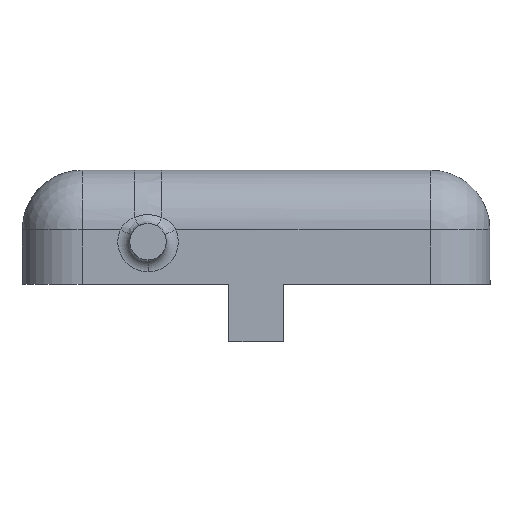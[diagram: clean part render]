
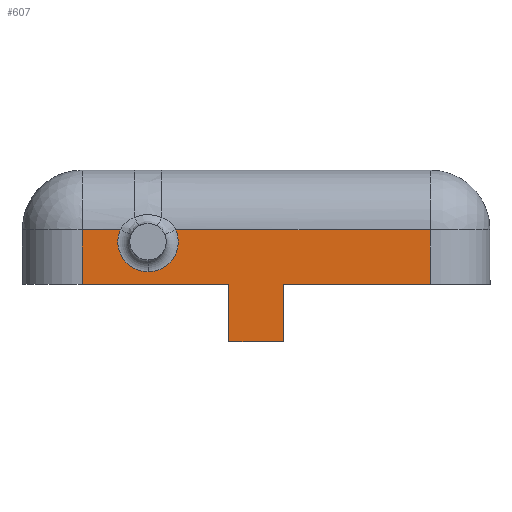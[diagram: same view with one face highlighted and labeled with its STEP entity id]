
A CAD part, front view. The second image highlights one B-rep face of the part: STEP entity #607.
In plain terms, the highlighted planar face has unit normal (0, -1, 0).
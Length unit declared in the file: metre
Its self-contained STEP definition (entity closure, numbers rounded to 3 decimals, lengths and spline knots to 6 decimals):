
#5 = ORIENTED_EDGE ( 'NONE', *, *, #185, .F. ) ;
#31 = ORIENTED_EDGE ( 'NONE', *, *, #1159, .F. ) ;
#37 = DIRECTION ( 'NONE',  ( 0., 0., -1. ) ) ;
#55 = CARTESIAN_POINT ( 'NONE',  ( -0.087244, -0.52034, 0.138053 ) ) ;
#70 = VERTEX_POINT ( 'NONE', #512 ) ;
#86 = CARTESIAN_POINT ( 'NONE',  ( -0.099498, -0.52034, 0.068429 ) ) ;
#90 = CARTESIAN_POINT ( 'NONE',  ( -0.10407, -0.52034, 0.068429 ) ) ;
#114 = DIRECTION ( 'NONE',  ( 0., 0., -1. ) ) ;
#123 = DIRECTION ( 'NONE',  ( 0., 1., 0. ) ) ;
#131 = CARTESIAN_POINT ( 'NONE',  ( -0.099498, -0.52034, 0.073255 ) ) ;
#185 = EDGE_CURVE ( 'NONE', #968, #640, #1848, .T. ) ;
#198 = AXIS2_PLACEMENT_3D ( 'NONE', #599, #303, #755 ) ;
#206 = CARTESIAN_POINT ( 'NONE',  ( -0.116325, -0.52034, 0.082785 ) ) ;
#245 = EDGE_CURVE ( 'NONE', #541, #278, #1426, .T. ) ;
#253 = VECTOR ( 'NONE', #1576, 1. ) ;
#256 = ORIENTED_EDGE ( 'NONE', *, *, #1494, .F. ) ;
#270 = ORIENTED_EDGE ( 'NONE', *, *, #373, .T. ) ;
#278 = VERTEX_POINT ( 'NONE', #1280 ) ;
#303 = DIRECTION ( 'NONE',  ( 0., 1., 0. ) ) ;
#308 = ORIENTED_EDGE ( 'NONE', *, *, #1513, .F. ) ;
#315 = VECTOR ( 'NONE', #1449, 1. ) ;
#347 = ORIENTED_EDGE ( 'NONE', *, *, #1230, .T. ) ;
#352 = VECTOR ( 'NONE', #714, 1. ) ;
#368 = LINE ( 'NONE', #206, #893 ) ;
#373 = EDGE_CURVE ( 'NONE', #1071, #1358, #1007, .T. ) ;
#388 = DIRECTION ( 'NONE',  ( -1., 0., 0. ) ) ;
#493 = LINE ( 'NONE', #1693, #1225 ) ;
#496 = DIRECTION ( 'NONE',  ( 0., 0., 1. ) ) ;
#504 = VECTOR ( 'NONE', #37, 1. ) ;
#505 = ORIENTED_EDGE ( 'NONE', *, *, #656, .F. ) ;
#512 = CARTESIAN_POINT ( 'NONE',  ( -0.116325, -0.52034, 0.077785 ) ) ;
#539 = CARTESIAN_POINT ( 'NONE',  ( -0.24265, -0.52034, 0.073255 ) ) ;
#541 = VERTEX_POINT ( 'NONE', #1111 ) ;
#583 = DIRECTION ( 'NONE',  ( 0., 1., 0. ) ) ;
#599 = CARTESIAN_POINT ( 'NONE',  ( -0.110821, -0.52034, 0.0768 ) ) ;
#607 = ADVANCED_FACE ( 'NONE', ( #1573 ), #1739, .F. ) ;
#611 = CARTESIAN_POINT ( 'NONE',  ( -0.110821, -0.52034, 0.074276 ) ) ;
#640 = VERTEX_POINT ( 'NONE', #131 ) ;
#653 = EDGE_CURVE ( 'NONE', #1166, #1071, #1625, .T. ) ;
#656 = EDGE_CURVE ( 'NONE', #844, #541, #693, .T. ) ;
#693 = LINE ( 'NONE', #1268, #315 ) ;
#714 = DIRECTION ( 'NONE',  ( 1., 0., 0. ) ) ;
#732 = CARTESIAN_POINT ( 'NONE',  ( -0.24265, -0.52034, 0.077785 ) ) ;
#755 = DIRECTION ( 'NONE',  ( 0., 0., -1. ) ) ;
#772 = ORIENTED_EDGE ( 'NONE', *, *, #1310, .T. ) ;
#784 = CARTESIAN_POINT ( 'NONE',  ( -0.087244, -0.52034, 0.077785 ) ) ;
#788 = DIRECTION ( 'NONE',  ( 0., 0., 1. ) ) ;
#844 = VERTEX_POINT ( 'NONE', #90 ) ;
#892 = AXIS2_PLACEMENT_3D ( 'NONE', #1414, #123, #114 ) ;
#893 = VECTOR ( 'NONE', #496, 1. ) ;
#968 = VERTEX_POINT ( 'NONE', #1446 ) ;
#990 = CARTESIAN_POINT ( 'NONE',  ( -0.113146, -0.52034, 0.077785 ) ) ;
#1007 = CIRCLE ( 'NONE', #198, 0.002524 ) ;
#1071 = VERTEX_POINT ( 'NONE', #611 ) ;
#1111 = CARTESIAN_POINT ( 'NONE',  ( -0.10407, -0.52034, 0.073255 ) ) ;
#1159 = EDGE_CURVE ( 'NONE', #278, #70, #368, .T. ) ;
#1166 = VERTEX_POINT ( 'NONE', #1221 ) ;
#1220 = AXIS2_PLACEMENT_3D ( 'NONE', #1872, #583, #1853 ) ;
#1221 = CARTESIAN_POINT ( 'NONE',  ( -0.108497, -0.52034, 0.077785 ) ) ;
#1225 = VECTOR ( 'NONE', #788, 1. ) ;
#1230 = EDGE_CURVE ( 'NONE', #1407, #640, #493, .T. ) ;
#1242 = LINE ( 'NONE', #1874, #352 ) ;
#1268 = CARTESIAN_POINT ( 'NONE',  ( -0.10407, -0.52034, 0.068429 ) ) ;
#1273 = ORIENTED_EDGE ( 'NONE', *, *, #653, .T. ) ;
#1280 = CARTESIAN_POINT ( 'NONE',  ( -0.116325, -0.52034, 0.073255 ) ) ;
#1306 = LINE ( 'NONE', #732, #1381 ) ;
#1310 = EDGE_CURVE ( 'NONE', #844, #1407, #1384, .T. ) ;
#1318 = VECTOR ( 'NONE', #1432, 1. ) ;
#1358 = VERTEX_POINT ( 'NONE', #990 ) ;
#1381 = VECTOR ( 'NONE', #1605, 1. ) ;
#1384 = LINE ( 'NONE', #86, #1318 ) ;
#1407 = VERTEX_POINT ( 'NONE', #1815 ) ;
#1414 = CARTESIAN_POINT ( 'NONE',  ( -0.110821, -0.52034, 0.0768 ) ) ;
#1423 = VERTEX_POINT ( 'NONE', #784 ) ;
#1426 = LINE ( 'NONE', #1567, #253 ) ;
#1432 = DIRECTION ( 'NONE',  ( 1., 0., 0. ) ) ;
#1437 = VECTOR ( 'NONE', #388, 1. ) ;
#1446 = CARTESIAN_POINT ( 'NONE',  ( -0.087244, -0.52034, 0.073255 ) ) ;
#1449 = DIRECTION ( 'NONE',  ( 0., 0., 1. ) ) ;
#1477 = ORIENTED_EDGE ( 'NONE', *, *, #1751, .F. ) ;
#1484 = LINE ( 'NONE', #55, #504 ) ;
#1494 = EDGE_CURVE ( 'NONE', #1166, #1423, #1306, .T. ) ;
#1513 = EDGE_CURVE ( 'NONE', #70, #1358, #1242, .T. ) ;
#1515 = EDGE_LOOP ( 'NONE', ( #5, #1477, #256, #1273, #270, #308, #31, #1857, #505, #772, #347 ) ) ;
#1567 = CARTESIAN_POINT ( 'NONE',  ( -0.24265, -0.52034, 0.073255 ) ) ;
#1573 = FACE_OUTER_BOUND ( 'NONE', #1515, .T. ) ;
#1576 = DIRECTION ( 'NONE',  ( -1., 0., 0. ) ) ;
#1605 = DIRECTION ( 'NONE',  ( 1., 0., 0. ) ) ;
#1625 = CIRCLE ( 'NONE', #892, 0.002524 ) ;
#1693 = CARTESIAN_POINT ( 'NONE',  ( -0.099498, -0.52034, 0.068429 ) ) ;
#1739 = PLANE ( 'NONE',  #1220 ) ;
#1751 = EDGE_CURVE ( 'NONE', #1423, #968, #1484, .T. ) ;
#1815 = CARTESIAN_POINT ( 'NONE',  ( -0.099498, -0.52034, 0.068429 ) ) ;
#1848 = LINE ( 'NONE', #539, #1437 ) ;
#1853 = DIRECTION ( 'NONE',  ( 0., 0., 1. ) ) ;
#1857 = ORIENTED_EDGE ( 'NONE', *, *, #245, .F. ) ;
#1872 = CARTESIAN_POINT ( 'NONE',  ( -0.24265, -0.52034, 0.138053 ) ) ;
#1874 = CARTESIAN_POINT ( 'NONE',  ( -0.24265, -0.52034, 0.077785 ) ) ;
